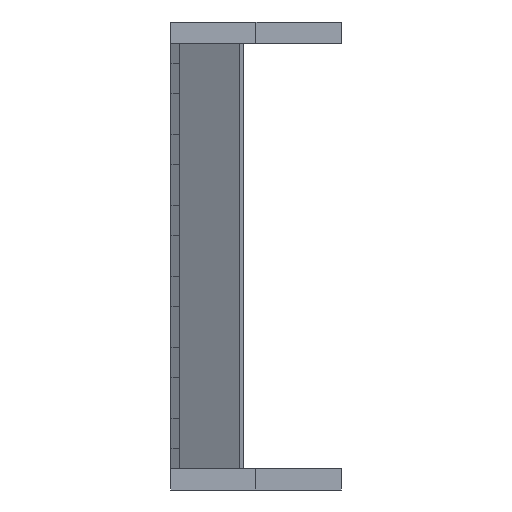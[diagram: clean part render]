
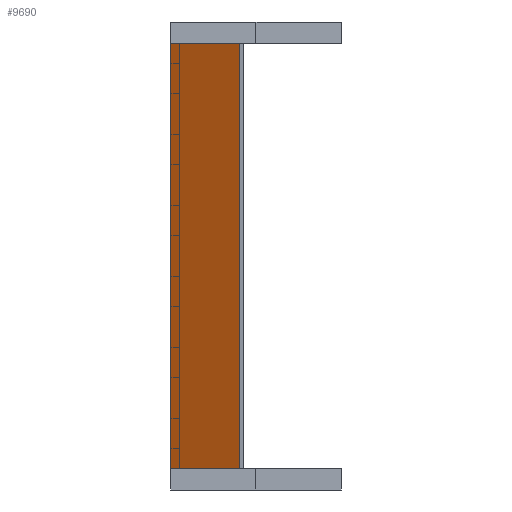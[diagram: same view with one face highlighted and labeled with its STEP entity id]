
A CAD part, left-side view. The second image highlights one B-rep face of the part: STEP entity #9690.
In plain terms, the highlighted planar face has unit normal (-0.866, 0.5, 0).
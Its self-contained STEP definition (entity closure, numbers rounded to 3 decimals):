
#216 = LINE ( 'NONE', #5073, #2830 ) ;
#269 = DIRECTION ( 'NONE',  ( 0.5, 0.866, 0. ) ) ;
#429 = CARTESIAN_POINT ( 'NONE',  ( -27.496, -14.101, -100. ) ) ;
#742 = CARTESIAN_POINT ( 'NONE',  ( -19.355, 0., 0. ) ) ;
#874 = CARTESIAN_POINT ( 'NONE',  ( -19.355, 0., -100. ) ) ;
#1167 = CARTESIAN_POINT ( 'NONE',  ( -27.496, -14.101, 0. ) ) ;
#2044 = LINE ( 'NONE', #1167, #4438 ) ;
#2166 = CARTESIAN_POINT ( 'NONE',  ( -19.355, 0., 0. ) ) ;
#2477 = EDGE_CURVE ( 'NONE', #8882, #2832, #8330, .T. ) ;
#2495 = ORIENTED_EDGE ( 'NONE', *, *, #8552, .F. ) ;
#2651 = DIRECTION ( 'NONE',  ( 0., 0., 1. ) ) ;
#2730 = DIRECTION ( 'NONE',  ( 0.5, 0.866, 0. ) ) ;
#2830 = VECTOR ( 'NONE', #269, 1000. ) ;
#2831 = DIRECTION ( 'NONE',  ( 0.866, -0.5, 0. ) ) ;
#2832 = VERTEX_POINT ( 'NONE', #874 ) ;
#2911 = VECTOR ( 'NONE', #2651, 1000. ) ;
#2962 = CARTESIAN_POINT ( 'NONE',  ( -18.2, 2., 0. ) ) ;
#3103 = VERTEX_POINT ( 'NONE', #4492 ) ;
#3144 = VERTEX_POINT ( 'NONE', #3706 ) ;
#3182 = LINE ( 'NONE', #8079, #9432 ) ;
#3317 = EDGE_CURVE ( 'NONE', #7165, #4136, #3324, .T. ) ;
#3324 = LINE ( 'NONE', #742, #9584 ) ;
#3607 = PLANE ( 'NONE',  #8324 ) ;
#3706 = CARTESIAN_POINT ( 'NONE',  ( -27.496, -14.101, 0. ) ) ;
#3807 = CARTESIAN_POINT ( 'NONE',  ( -27.496, -14.101, -100. ) ) ;
#3946 = DIRECTION ( 'NONE',  ( 0.5, 0.866, 0. ) ) ;
#4136 = VERTEX_POINT ( 'NONE', #2962 ) ;
#4438 = VECTOR ( 'NONE', #2730, 1000. ) ;
#4492 = CARTESIAN_POINT ( 'NONE',  ( -18.2, 2., -100. ) ) ;
#4682 = ORIENTED_EDGE ( 'NONE', *, *, #9350, .F. ) ;
#4769 = ORIENTED_EDGE ( 'NONE', *, *, #10175, .T. ) ;
#5073 = CARTESIAN_POINT ( 'NONE',  ( -27.496, -14.101, -100. ) ) ;
#5411 = ORIENTED_EDGE ( 'NONE', *, *, #2477, .F. ) ;
#5857 = FACE_OUTER_BOUND ( 'NONE', #7124, .T. ) ;
#6164 = VECTOR ( 'NONE', #9314, 1000. ) ;
#6695 = CARTESIAN_POINT ( 'NONE',  ( -27.496, -14.101, -100. ) ) ;
#6905 = ORIENTED_EDGE ( 'NONE', *, *, #9639, .T. ) ;
#7124 = EDGE_LOOP ( 'NONE', ( #6905, #9924, #4682, #2495, #5411, #4769 ) ) ;
#7165 = VERTEX_POINT ( 'NONE', #2166 ) ;
#7670 = CARTESIAN_POINT ( 'NONE',  ( -27.496, -14.101, -100. ) ) ;
#8079 = CARTESIAN_POINT ( 'NONE',  ( -18.2, 2., -100. ) ) ;
#8324 = AXIS2_PLACEMENT_3D ( 'NONE', #429, #2831, #8521 ) ;
#8330 = LINE ( 'NONE', #7670, #6164 ) ;
#8521 = DIRECTION ( 'NONE',  ( 0., 0., -1. ) ) ;
#8552 = EDGE_CURVE ( 'NONE', #2832, #3103, #216, .T. ) ;
#8882 = VERTEX_POINT ( 'NONE', #3807 ) ;
#8899 = DIRECTION ( 'NONE',  ( 0., 0., 1. ) ) ;
#9314 = DIRECTION ( 'NONE',  ( 0.5, 0.866, 0. ) ) ;
#9350 = EDGE_CURVE ( 'NONE', #3103, #4136, #3182, .T. ) ;
#9418 = LINE ( 'NONE', #6695, #2911 ) ;
#9432 = VECTOR ( 'NONE', #8899, 1000. ) ;
#9584 = VECTOR ( 'NONE', #3946, 1000. ) ;
#9639 = EDGE_CURVE ( 'NONE', #3144, #7165, #2044, .T. ) ;
#9690 = ADVANCED_FACE ( 'NONE', ( #5857 ), #3607, .F. ) ;
#9924 = ORIENTED_EDGE ( 'NONE', *, *, #3317, .T. ) ;
#10175 = EDGE_CURVE ( 'NONE', #8882, #3144, #9418, .T. ) ;
